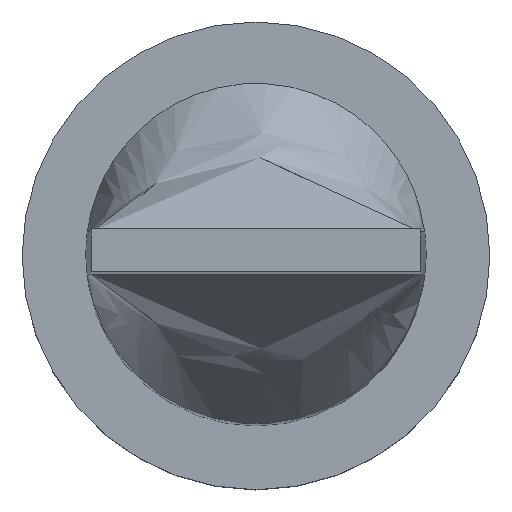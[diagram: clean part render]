
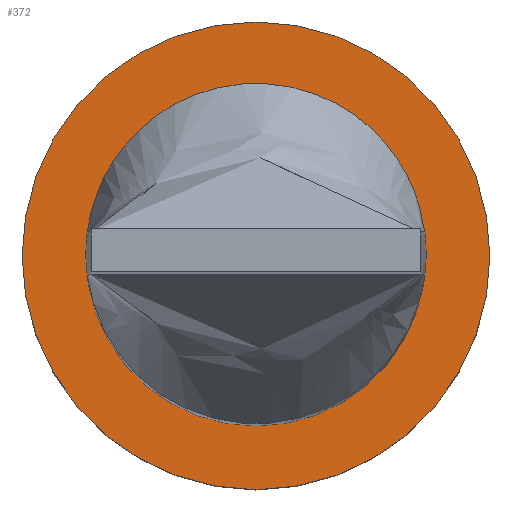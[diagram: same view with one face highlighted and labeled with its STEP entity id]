
A CAD part, top view. The second image highlights one B-rep face of the part: STEP entity #372.
In plain terms, the highlighted planar face has unit normal (0, 0, 1).
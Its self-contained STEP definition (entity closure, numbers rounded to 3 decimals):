
#1 = EDGE_LOOP ( 'NONE', ( #609, #271 ) ) ;
#2 = VERTEX_POINT ( 'NONE', #140 ) ;
#19 = AXIS2_PLACEMENT_3D ( 'NONE', #444, #327, #467 ) ;
#21 = CARTESIAN_POINT ( 'NONE',  ( -11., 0., 7. ) ) ;
#41 = CIRCLE ( 'NONE', #279, 8. ) ;
#64 = CIRCLE ( 'NONE', #84, 11. ) ;
#75 = EDGE_CURVE ( 'NONE', #536, #163, #268, .T. ) ;
#84 = AXIS2_PLACEMENT_3D ( 'NONE', #189, #533, #632 ) ;
#110 = ORIENTED_EDGE ( 'NONE', *, *, #441, .F. ) ;
#114 = CARTESIAN_POINT ( 'NONE',  ( 0., 0., 7. ) ) ;
#135 = CARTESIAN_POINT ( 'NONE',  ( 0., 0., 7. ) ) ;
#137 = CARTESIAN_POINT ( 'NONE',  ( -8., 0., 7. ) ) ;
#138 = DIRECTION ( 'NONE',  ( 0., 0., 1. ) ) ;
#140 = CARTESIAN_POINT ( 'NONE',  ( 8., 0., 7. ) ) ;
#163 = VERTEX_POINT ( 'NONE', #199 ) ;
#164 = EDGE_LOOP ( 'NONE', ( #110, #459 ) ) ;
#189 = CARTESIAN_POINT ( 'NONE',  ( 0., 0., 7. ) ) ;
#193 = CARTESIAN_POINT ( 'NONE',  ( 0., 0., 7. ) ) ;
#196 = FACE_OUTER_BOUND ( 'NONE', #1, .T. ) ;
#199 = CARTESIAN_POINT ( 'NONE',  ( 11., 0., 7. ) ) ;
#239 = DIRECTION ( 'NONE',  ( 1., 0., 0. ) ) ;
#267 = DIRECTION ( 'NONE',  ( 0., 0., 1. ) ) ;
#268 = CIRCLE ( 'NONE', #359, 11. ) ;
#271 = ORIENTED_EDGE ( 'NONE', *, *, #307, .T. ) ;
#276 = DIRECTION ( 'NONE',  ( 1., 0., 0. ) ) ;
#279 = AXIS2_PLACEMENT_3D ( 'NONE', #135, #138, #239 ) ;
#283 = EDGE_CURVE ( 'NONE', #2, #610, #41, .T. ) ;
#293 = DIRECTION ( 'NONE',  ( 1., 0., 0. ) ) ;
#307 = EDGE_CURVE ( 'NONE', #163, #536, #64, .T. ) ;
#327 = DIRECTION ( 'NONE',  ( 0., 0., 1. ) ) ;
#341 = AXIS2_PLACEMENT_3D ( 'NONE', #193, #395, #293 ) ;
#359 = AXIS2_PLACEMENT_3D ( 'NONE', #114, #267, #276 ) ;
#372 = ADVANCED_FACE ( 'NONE', ( #571, #196 ), #391, .T. ) ;
#391 = PLANE ( 'NONE',  #341 ) ;
#395 = DIRECTION ( 'NONE',  ( 0., 0., 1. ) ) ;
#430 = CIRCLE ( 'NONE', #19, 8. ) ;
#441 = EDGE_CURVE ( 'NONE', #610, #2, #430, .T. ) ;
#444 = CARTESIAN_POINT ( 'NONE',  ( 0., 0., 7. ) ) ;
#459 = ORIENTED_EDGE ( 'NONE', *, *, #283, .F. ) ;
#467 = DIRECTION ( 'NONE',  ( 1., 0., 0. ) ) ;
#533 = DIRECTION ( 'NONE',  ( 0., 0., 1. ) ) ;
#536 = VERTEX_POINT ( 'NONE', #21 ) ;
#571 = FACE_BOUND ( 'NONE', #164, .T. ) ;
#609 = ORIENTED_EDGE ( 'NONE', *, *, #75, .T. ) ;
#610 = VERTEX_POINT ( 'NONE', #137 ) ;
#632 = DIRECTION ( 'NONE',  ( 1., 0., 0. ) ) ;
